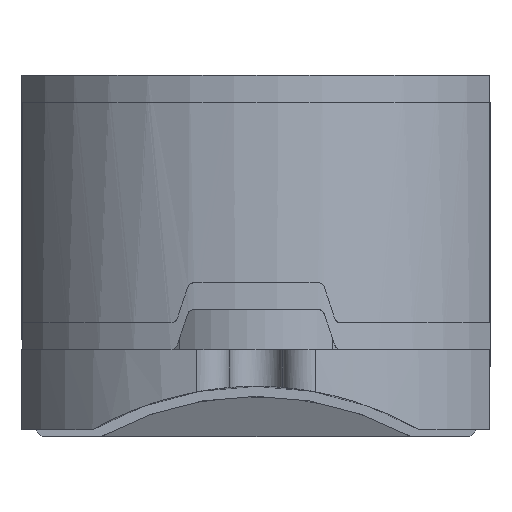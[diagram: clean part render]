
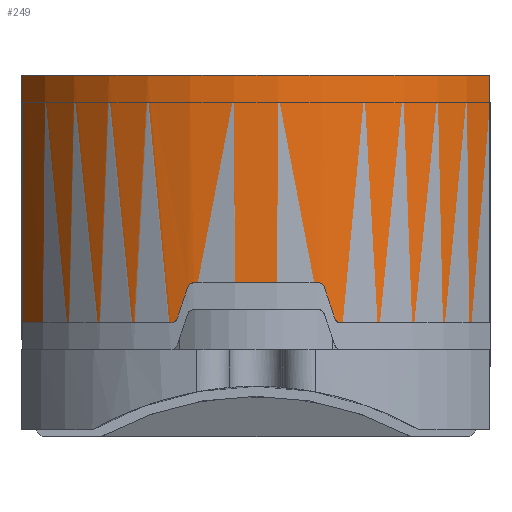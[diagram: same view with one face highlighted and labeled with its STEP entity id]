
A CAD part, left-side view. The second image highlights one B-rep face of the part: STEP entity #249.
In plain terms, the highlighted cylindrical face has radius 3.9 mm (diameter 7.8 mm), a partial arc.
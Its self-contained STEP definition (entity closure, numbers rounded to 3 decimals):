
#249 = ADVANCED_FACE( '', ( #590 ), #591, .T. );
#590 = FACE_OUTER_BOUND( '', #1043, .T. );
#591 = CYLINDRICAL_SURFACE( '', #1044, 3.9 );
#1043 = EDGE_LOOP( '', ( #1743, #1744, #1745, #1746, #1747, #1748, #1749, #1750, #1751, #1752, #1753, #1754 ) );
#1044 = AXIS2_PLACEMENT_3D( '', #1755, #1756, #1757 );
#1743 = ORIENTED_EDGE( '', *, *, #2904, .T. );
#1744 = ORIENTED_EDGE( '', *, *, #2905, .T. );
#1745 = ORIENTED_EDGE( '', *, *, #2759, .T. );
#1746 = ORIENTED_EDGE( '', *, *, #2906, .T. );
#1747 = ORIENTED_EDGE( '', *, *, #2907, .F. );
#1748 = ORIENTED_EDGE( '', *, *, #2908, .T. );
#1749 = ORIENTED_EDGE( '', *, *, #2909, .T. );
#1750 = ORIENTED_EDGE( '', *, *, #2910, .F. );
#1751 = ORIENTED_EDGE( '', *, *, #2911, .F. );
#1752 = ORIENTED_EDGE( '', *, *, #2912, .T. );
#1753 = ORIENTED_EDGE( '', *, *, #2913, .T. );
#1754 = ORIENTED_EDGE( '', *, *, #2914, .T. );
#1755 = CARTESIAN_POINT( '', ( 0., 0., 1.7 ) );
#1756 = DIRECTION( '', ( 0., 0., -1. ) );
#1757 = DIRECTION( '', ( 1., 0., 0. ) );
#2759 = EDGE_CURVE( '', #3302, #3303, #3304, .T. );
#2904 = EDGE_CURVE( '', #3542, #3543, #3544, .T. );
#2905 = EDGE_CURVE( '', #3543, #3302, #3545, .T. );
#2906 = EDGE_CURVE( '', #3303, #3546, #3547, .T. );
#2907 = EDGE_CURVE( '', #3548, #3546, #3549, .T. );
#2908 = EDGE_CURVE( '', #3548, #3550, #3551, .T. );
#2909 = EDGE_CURVE( '', #3550, #3552, #3553, .T. );
#2910 = EDGE_CURVE( '', #3554, #3552, #3555, .T. );
#2911 = EDGE_CURVE( '', #3556, #3554, #3557, .T. );
#2912 = EDGE_CURVE( '', #3556, #3558, #3559, .T. );
#2913 = EDGE_CURVE( '', #3558, #3560, #3561, .T. );
#2914 = EDGE_CURVE( '', #3560, #3542, #3562, .T. );
#3302 = VERTEX_POINT( '', #4064 );
#3303 = VERTEX_POINT( '', #4065 );
#3304 = ELLIPSE( '', #4066, 12.333, 3.9 );
#3542 = VERTEX_POINT( '', #4468 );
#3543 = VERTEX_POINT( '', #4469 );
#3544 = CIRCLE( '', #4470, 3.9 );
#3545 = B_SPLINE_CURVE_WITH_KNOTS( '', 3, ( #4471, #4472, #4473, #4474, #4475, #4476, #4477, #4478, #4479, #4480, #4481, #4482, #4483 ), .UNSPECIFIED., .F., .F., ( 4, 3, 3, 3, 4 ), ( 0., 0., 0., 0., 0. ), .UNSPECIFIED. );
#3546 = VERTEX_POINT( '', #4484 );
#3547 = B_SPLINE_CURVE_WITH_KNOTS( '', 3, ( #4485, #4486, #4487, #4488, #4489, #4490, #4491, #4492, #4493, #4494, #4495, #4496, #4497 ), .UNSPECIFIED., .F., .F., ( 4, 3, 3, 3, 4 ), ( 0., 0., 0., 0., 0. ), .UNSPECIFIED. );
#3548 = VERTEX_POINT( '', #4498 );
#3549 = CIRCLE( '', #4499, 3.9 );
#3550 = VERTEX_POINT( '', #4500 );
#3551 = LINE( '', #4501, #4502 );
#3552 = VERTEX_POINT( '', #4503 );
#3553 = CIRCLE( '', #4504, 3.9 );
#3554 = VERTEX_POINT( '', #4505 );
#3555 = LINE( '', #4506, #4507 );
#3556 = VERTEX_POINT( '', #4508 );
#3557 = CIRCLE( '', #4509, 3.9 );
#3558 = VERTEX_POINT( '', #4510 );
#3559 = B_SPLINE_CURVE_WITH_KNOTS( '', 3, ( #4511, #4512, #4513, #4514, #4515, #4516, #4517, #4518, #4519, #4520, #4521, #4522, #4523 ), .UNSPECIFIED., .F., .F., ( 4, 3, 3, 3, 4 ), ( 0., 0., 0., 0., 0. ), .UNSPECIFIED. );
#3560 = VERTEX_POINT( '', #4524 );
#3561 = ELLIPSE( '', #4525, 12.333, 3.9 );
#3562 = B_SPLINE_CURVE_WITH_KNOTS( '', 3, ( #4526, #4527, #4528, #4529, #4530, #4531, #4532, #4533, #4534, #4535, #4536, #4537, #4538 ), .UNSPECIFIED., .F., .F., ( 4, 3, 3, 3, 4 ), ( 0., 0., 0., 0., 0. ), .UNSPECIFIED. );
#4064 = CARTESIAN_POINT( '', ( -3.763, -1.023, 2.232 ) );
#4065 = CARTESIAN_POINT( '', ( -3.718, -1.177, 1.768 ) );
#4066 = AXIS2_PLACEMENT_3D( '', #5193, #5194, #5195 );
#4468 = CARTESIAN_POINT( '', ( -3.788, 0.928, 2.3 ) );
#4469 = CARTESIAN_POINT( '', ( -3.788, -0.928, 2.3 ) );
#4470 = AXIS2_PLACEMENT_3D( '', #5364, #5365, #5366 );
#4471 = CARTESIAN_POINT( '', ( -3.788, -0.928, 2.3 ) );
#4472 = CARTESIAN_POINT( '', ( -3.785, -0.939, 2.3 ) );
#4473 = CARTESIAN_POINT( '', ( -3.782, -0.951, 2.298 ) );
#4474 = CARTESIAN_POINT( '', ( -3.78, -0.962, 2.294 ) );
#4475 = CARTESIAN_POINT( '', ( -3.777, -0.973, 2.29 ) );
#4476 = CARTESIAN_POINT( '', ( -3.774, -0.983, 2.284 ) );
#4477 = CARTESIAN_POINT( '', ( -3.772, -0.992, 2.277 ) );
#4478 = CARTESIAN_POINT( '', ( -3.769, -1.001, 2.27 ) );
#4479 = CARTESIAN_POINT( '', ( -3.767, -1.008, 2.26 ) );
#4480 = CARTESIAN_POINT( '', ( -3.766, -1.014, 2.25 ) );
#4481 = CARTESIAN_POINT( '', ( -3.765, -1.018, 2.245 ) );
#4482 = CARTESIAN_POINT( '', ( -3.764, -1.021, 2.238 ) );
#4483 = CARTESIAN_POINT( '', ( -3.763, -1.023, 2.232 ) );
#4484 = CARTESIAN_POINT( '', ( -3.687, -1.272, 1.7 ) );
#4485 = CARTESIAN_POINT( '', ( -3.718, -1.177, 1.768 ) );
#4486 = CARTESIAN_POINT( '', ( -3.717, -1.181, 1.758 ) );
#4487 = CARTESIAN_POINT( '', ( -3.715, -1.186, 1.748 ) );
#4488 = CARTESIAN_POINT( '', ( -3.713, -1.193, 1.739 ) );
#4489 = CARTESIAN_POINT( '', ( -3.711, -1.199, 1.73 ) );
#4490 = CARTESIAN_POINT( '', ( -3.708, -1.207, 1.723 ) );
#4491 = CARTESIAN_POINT( '', ( -3.705, -1.216, 1.717 ) );
#4492 = CARTESIAN_POINT( '', ( -3.702, -1.226, 1.711 ) );
#4493 = CARTESIAN_POINT( '', ( -3.699, -1.236, 1.706 ) );
#4494 = CARTESIAN_POINT( '', ( -3.695, -1.246, 1.703 ) );
#4495 = CARTESIAN_POINT( '', ( -3.693, -1.255, 1.701 ) );
#4496 = CARTESIAN_POINT( '', ( -3.69, -1.263, 1.7 ) );
#4497 = CARTESIAN_POINT( '', ( -3.687, -1.272, 1.7 ) );
#4498 = CARTESIAN_POINT( '', ( -1.72, -3.5, 1.7 ) );
#4499 = AXIS2_PLACEMENT_3D( '', #5367, #5368, #5369 );
#4500 = CARTESIAN_POINT( '', ( -1.72, -3.5, 5.4 ) );
#4501 = CARTESIAN_POINT( '', ( -1.72, -3.5, 1.7 ) );
#4502 = VECTOR( '', #5370, 1000. );
#4503 = CARTESIAN_POINT( '', ( -1.72, 3.5, 5.4 ) );
#4504 = AXIS2_PLACEMENT_3D( '', #5371, #5372, #5373 );
#4505 = CARTESIAN_POINT( '', ( -1.72, 3.5, 1.7 ) );
#4506 = CARTESIAN_POINT( '', ( -1.72, 3.5, 1.7 ) );
#4507 = VECTOR( '', #5374, 1000. );
#4508 = CARTESIAN_POINT( '', ( -3.687, 1.272, 1.7 ) );
#4509 = AXIS2_PLACEMENT_3D( '', #5375, #5376, #5377 );
#4510 = CARTESIAN_POINT( '', ( -3.718, 1.177, 1.768 ) );
#4511 = CARTESIAN_POINT( '', ( -3.687, 1.272, 1.7 ) );
#4512 = CARTESIAN_POINT( '', ( -3.691, 1.26, 1.7 ) );
#4513 = CARTESIAN_POINT( '', ( -3.695, 1.249, 1.702 ) );
#4514 = CARTESIAN_POINT( '', ( -3.698, 1.238, 1.706 ) );
#4515 = CARTESIAN_POINT( '', ( -3.702, 1.227, 1.71 ) );
#4516 = CARTESIAN_POINT( '', ( -3.706, 1.216, 1.716 ) );
#4517 = CARTESIAN_POINT( '', ( -3.709, 1.207, 1.724 ) );
#4518 = CARTESIAN_POINT( '', ( -3.711, 1.198, 1.732 ) );
#4519 = CARTESIAN_POINT( '', ( -3.714, 1.191, 1.741 ) );
#4520 = CARTESIAN_POINT( '', ( -3.716, 1.185, 1.751 ) );
#4521 = CARTESIAN_POINT( '', ( -3.717, 1.182, 1.757 ) );
#4522 = CARTESIAN_POINT( '', ( -3.717, 1.179, 1.762 ) );
#4523 = CARTESIAN_POINT( '', ( -3.718, 1.177, 1.768 ) );
#4524 = CARTESIAN_POINT( '', ( -3.763, 1.023, 2.232 ) );
#4525 = AXIS2_PLACEMENT_3D( '', #5378, #5379, #5380 );
#4526 = CARTESIAN_POINT( '', ( -3.763, 1.023, 2.232 ) );
#4527 = CARTESIAN_POINT( '', ( -3.764, 1.019, 2.242 ) );
#4528 = CARTESIAN_POINT( '', ( -3.766, 1.014, 2.252 ) );
#4529 = CARTESIAN_POINT( '', ( -3.768, 1.007, 2.261 ) );
#4530 = CARTESIAN_POINT( '', ( -3.77, 1., 2.27 ) );
#4531 = CARTESIAN_POINT( '', ( -3.772, 0.992, 2.277 ) );
#4532 = CARTESIAN_POINT( '', ( -3.774, 0.983, 2.283 ) );
#4533 = CARTESIAN_POINT( '', ( -3.777, 0.974, 2.29 ) );
#4534 = CARTESIAN_POINT( '', ( -3.779, 0.963, 2.294 ) );
#4535 = CARTESIAN_POINT( '', ( -3.782, 0.952, 2.297 ) );
#4536 = CARTESIAN_POINT( '', ( -3.784, 0.944, 2.299 ) );
#4537 = CARTESIAN_POINT( '', ( -3.786, 0.936, 2.3 ) );
#4538 = CARTESIAN_POINT( '', ( -3.788, 0.928, 2.3 ) );
#5193 = CARTESIAN_POINT( '', ( 0., 0., 5.3 ) );
#5194 = DIRECTION( '', ( 0., -0.949, 0.316 ) );
#5195 = DIRECTION( '', ( 0., 0.316, 0.949 ) );
#5364 = CARTESIAN_POINT( '', ( 0., 0., 2.3 ) );
#5365 = DIRECTION( '', ( 0., 0., 1. ) );
#5366 = DIRECTION( '', ( 1., 0., 0. ) );
#5367 = CARTESIAN_POINT( '', ( 0., 0., 1.7 ) );
#5368 = DIRECTION( '', ( 0., 0., -1. ) );
#5369 = DIRECTION( '', ( 1., 0., 0. ) );
#5370 = DIRECTION( '', ( 0., 0., 1. ) );
#5371 = CARTESIAN_POINT( '', ( 0., 0., 5.4 ) );
#5372 = DIRECTION( '', ( 0., 0., -1. ) );
#5373 = DIRECTION( '', ( 1., 0., 0. ) );
#5374 = DIRECTION( '', ( 0., 0., 1. ) );
#5375 = CARTESIAN_POINT( '', ( 0., 0., 1.7 ) );
#5376 = DIRECTION( '', ( 0., 0., -1. ) );
#5377 = DIRECTION( '', ( 1., 0., 0. ) );
#5378 = CARTESIAN_POINT( '', ( 0., 0., 5.3 ) );
#5379 = DIRECTION( '', ( 0., 0.949, 0.316 ) );
#5380 = DIRECTION( '', ( 0., -0.316, 0.949 ) );
